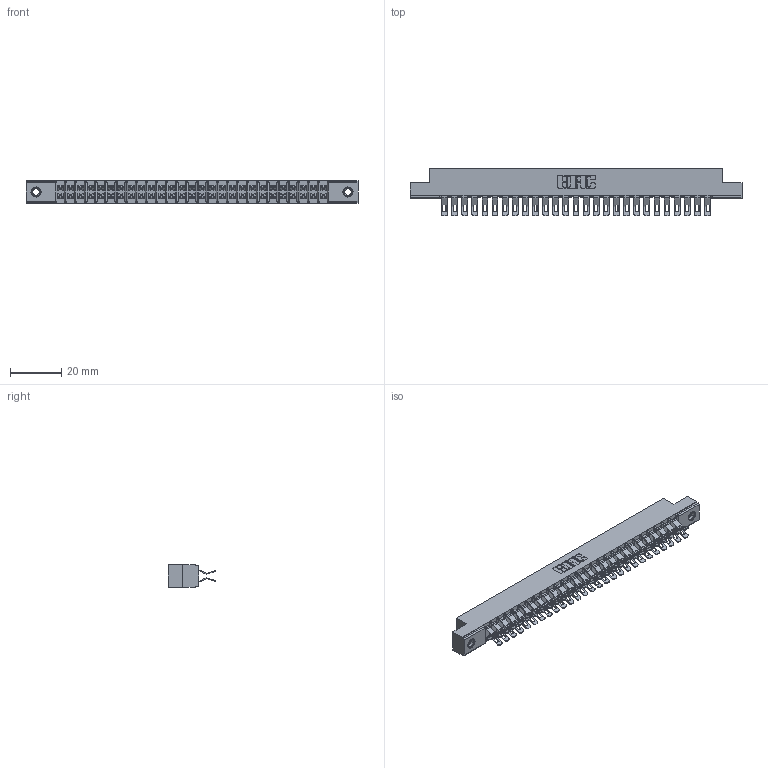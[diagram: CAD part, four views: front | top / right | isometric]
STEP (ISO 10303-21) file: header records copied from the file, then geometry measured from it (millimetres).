
FILE_DESCRIPTION (( 'STEP AP203' ), '1' );
FILE_NAME ('357-054-455-207.STEP', '2020-10-04T08:55:57', ( '' ), ( '' ), 'SwSTEP 2.0', 'SolidWorks 2020', '' );
FILE_SCHEMA (( 'CONFIG_CONTROL_DESIGN' ));
Length unit declared in the file: inch
Products named in the file (4): 307 Part_.156 Dia Mounting Holes; 307-290-001_555; 345-250-001_345-250-005-103; 357-054-455-207
Assembly tree (57 placements, depth 2):
  357-054-455-207
    307 Part_.156 Dia Mounting Holes
    307-290-001_555  x54
    345-250-001_345-250-005-103  x2
Bounding box: 130 x 18.75 x 8.71 mm (x, y, z)
Volume: 8650 mm3; surface area: 16465.5 mm2
Topology: 57 solids, 57 shells, 3500 faces, 10233 edges, 6666 vertices
Faces by surface type: plane 1938, cylinder 1490, sphere 56, cone 12, torus 4
Entity records: 27582 total; most frequent: CARTESIAN_POINT 4506, ORIENTED_EDGE 4460, DIRECTION 4436, EDGE_CURVE 2230, LINE 1692, VECTOR 1692, VERTEX_POINT 1442, AXIS2_PLACEMENT_3D 1372
